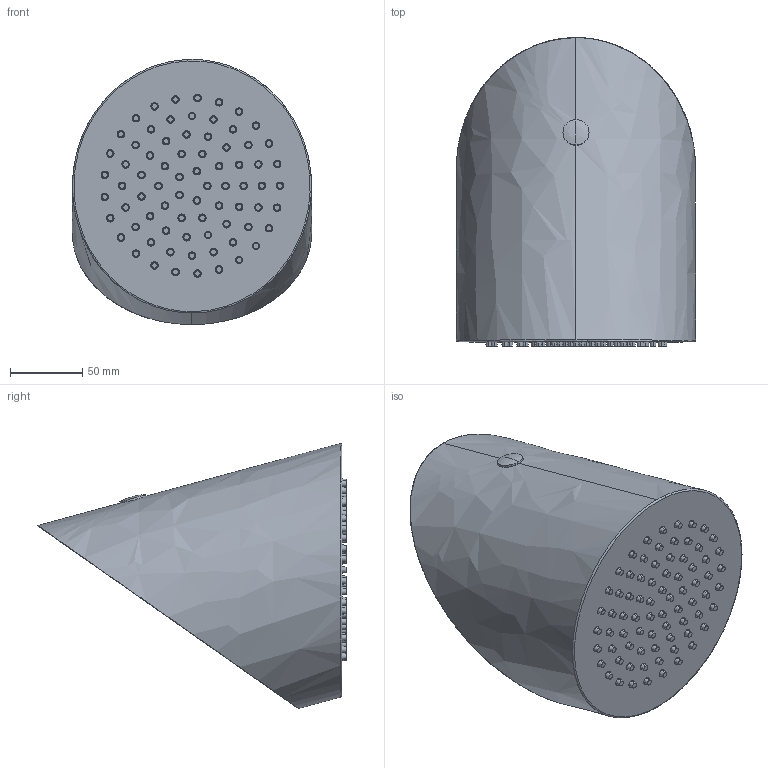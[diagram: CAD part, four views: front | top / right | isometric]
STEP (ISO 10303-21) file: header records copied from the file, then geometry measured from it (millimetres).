
FILE_DESCRIPTION (( 'STEP AP203' ), '1' );
FILE_NAME ('99ZP09180.STEP', '2023-11-21T09:12:50', ( '' ), ( '' ), 'SwSTEP 2.0', 'SolidWorks 2021', '' );
FILE_SCHEMA (( 'CONFIG_CONTROL_DESIGN' ));
Length unit declared in the file: millimetre
Products named in the file (1): 99ZP09180
Bounding box: 165 x 212.87 x 182.81 mm (x, y, z)
Volume: 324018 mm3; surface area: 224003.8 mm2
Topology: 3 solids, 3 shells, 605 faces, 1377 edges, 864 vertices
Faces by surface type: cylinder 187, cone 155, torus 150, plane 101, bspline 12
Entity records: 20795 total; most frequent: CARTESIAN_POINT 6013, DIRECTION 3508, ORIENTED_EDGE 2750, AXIS2_PLACEMENT_3D 1575, EDGE_CURVE 1375, CIRCLE 981, VERTEX_POINT 864, EDGE_LOOP 845
